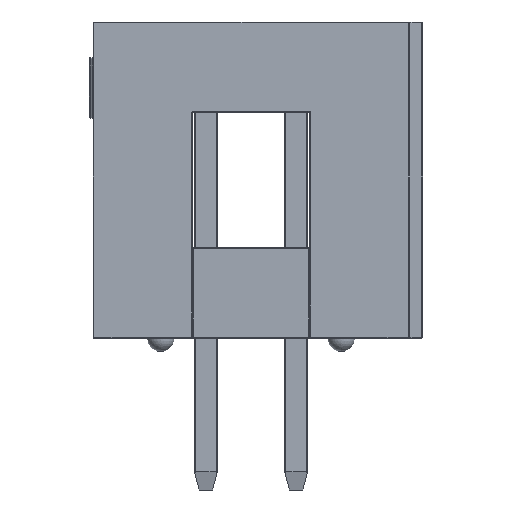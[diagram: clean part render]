
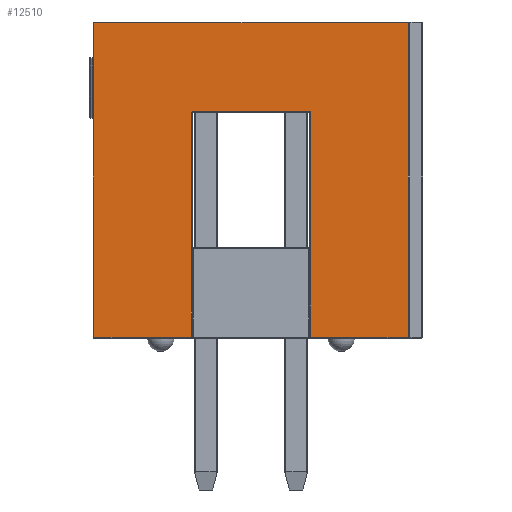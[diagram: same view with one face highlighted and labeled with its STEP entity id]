
A CAD part, left-side view. The second image highlights one B-rep face of the part: STEP entity #12510.
In plain terms, the highlighted planar face has unit normal (-1, 0, 0).
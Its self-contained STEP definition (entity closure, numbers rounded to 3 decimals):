
#767=PLANE('',#13500);
#1219=LINE('',#18116,#2580);
#1236=LINE('',#18342,#2597);
#1240=LINE('',#18366,#2601);
#1271=LINE('',#18518,#2632);
#1273=LINE('',#18521,#2634);
#1278=LINE('',#18529,#2639);
#1281=LINE('',#18533,#2642);
#1333=LINE('',#18611,#2694);
#2580=VECTOR('',#14532,10.);
#2597=VECTOR('',#14681,10.);
#2601=VECTOR('',#14709,10.);
#2632=VECTOR('',#14890,10.);
#2634=VECTOR('',#14894,10.);
#2639=VECTOR('',#14905,10.);
#2642=VECTOR('',#14910,10.);
#2694=VECTOR('',#15014,10.);
#4240=FACE_OUTER_BOUND('',#4993,.T.);
#4993=EDGE_LOOP('',(#9927,#9928,#9929,#9930,#9931,#9932,#9933,#9934,#9935));
#5717=CIRCLE('',#13338,0.051);
#5884=VERTEX_POINT('',#17756);
#5921=VERTEX_POINT('',#17973);
#5940=VERTEX_POINT('',#18115);
#5985=VERTEX_POINT('',#18335);
#5994=VERTEX_POINT('',#18360);
#5995=VERTEX_POINT('',#18362);
#6020=VERTEX_POINT('',#18434);
#6021=VERTEX_POINT('',#18438);
#6034=VERTEX_POINT('',#18482);
#7133=EDGE_CURVE('',#5884,#5940,#1219,.T.);
#7198=EDGE_CURVE('',#5985,#5921,#1236,.T.);
#7208=EDGE_CURVE('',#5994,#5995,#5717,.T.);
#7210=EDGE_CURVE('',#5940,#5994,#1240,.T.);
#7287=EDGE_CURVE('',#6021,#6034,#1271,.T.);
#7289=EDGE_CURVE('',#6034,#6020,#1273,.T.);
#7294=EDGE_CURVE('',#5995,#6021,#1278,.T.);
#7297=EDGE_CURVE('',#6020,#5985,#1281,.T.);
#7349=EDGE_CURVE('',#5921,#5884,#1333,.T.);
#9927=ORIENTED_EDGE('',*,*,#7287,.F.);
#9928=ORIENTED_EDGE('',*,*,#7294,.F.);
#9929=ORIENTED_EDGE('',*,*,#7208,.F.);
#9930=ORIENTED_EDGE('',*,*,#7210,.F.);
#9931=ORIENTED_EDGE('',*,*,#7133,.F.);
#9932=ORIENTED_EDGE('',*,*,#7349,.F.);
#9933=ORIENTED_EDGE('',*,*,#7198,.F.);
#9934=ORIENTED_EDGE('',*,*,#7297,.F.);
#9935=ORIENTED_EDGE('',*,*,#7289,.F.);
#12510=ADVANCED_FACE('',(#4240),#767,.T.);
#13338=AXIS2_PLACEMENT_3D('',#18363,#14703,#14704);
#13500=AXIS2_PLACEMENT_3D('',#19297,#15463,#15464);
#14532=DIRECTION('',(0.,0.,1.));
#14681=DIRECTION('',(0.,0.,-1.));
#14703=DIRECTION('center_axis',(-1.,0.,0.));
#14704=DIRECTION('ref_axis',(0.,0.707,0.707));
#14709=DIRECTION('',(0.,1.,0.));
#14890=DIRECTION('',(0.,1.,0.));
#14894=DIRECTION('',(0.,0.,1.));
#14905=DIRECTION('',(0.,0.,-1.));
#14910=DIRECTION('',(0.,-1.,0.));
#15014=DIRECTION('',(0.,1.,0.));
#15463=DIRECTION('center_axis',(-1.,0.,0.));
#15464=DIRECTION('ref_axis',(0.,-1.,0.));
#17756=CARTESIAN_POINT('',(-47.625,-1.676,0.025));
#17973=CARTESIAN_POINT('',(-47.625,-4.42,0.025));
#18115=CARTESIAN_POINT('',(-47.625,-1.676,6.375));
#18116=CARTESIAN_POINT('',(-47.625,-1.676,3.175));
#18335=CARTESIAN_POINT('',(-47.625,-4.42,8.865));
#18342=CARTESIAN_POINT('',(-47.625,-4.42,0.));
#18360=CARTESIAN_POINT('',(-47.625,1.626,6.375));
#18362=CARTESIAN_POINT('',(-47.625,1.676,6.325));
#18363=CARTESIAN_POINT('Origin',(-47.625,1.626,6.325));
#18366=CARTESIAN_POINT('',(-47.625,3.048,6.375));
#18434=CARTESIAN_POINT('',(-47.625,4.42,8.865));
#18438=CARTESIAN_POINT('',(-47.625,1.676,0.025));
#18482=CARTESIAN_POINT('',(-47.625,4.42,0.025));
#18518=CARTESIAN_POINT('',(-47.625,2.223,0.025));
#18521=CARTESIAN_POINT('',(-47.625,4.42,0.));
#18529=CARTESIAN_POINT('',(-47.625,1.676,0.));
#18533=CARTESIAN_POINT('',(-47.625,2.223,8.865));
#18611=CARTESIAN_POINT('',(-47.625,2.223,0.025));
#19297=CARTESIAN_POINT('Origin',(-47.625,4.445,0.));
